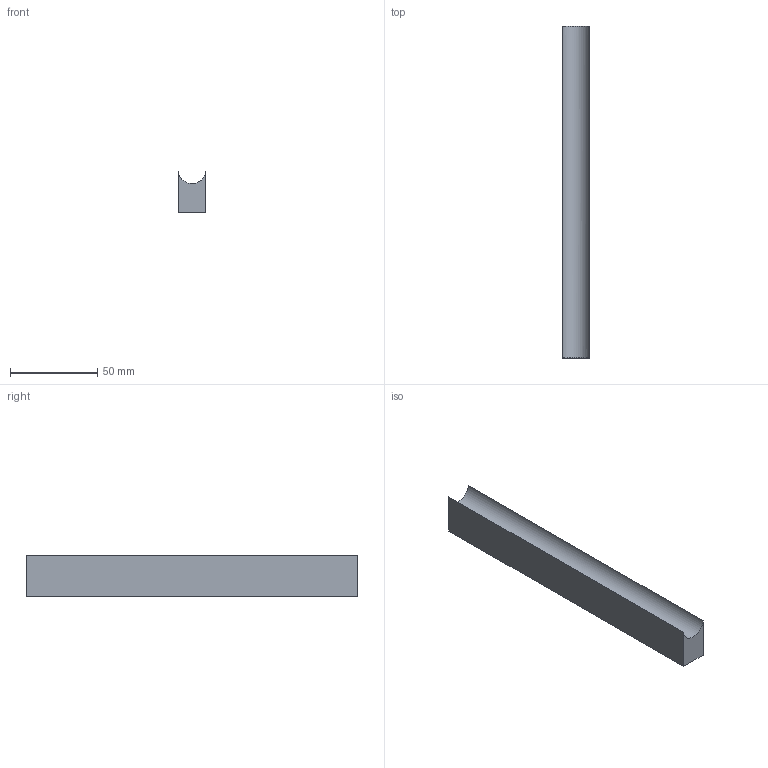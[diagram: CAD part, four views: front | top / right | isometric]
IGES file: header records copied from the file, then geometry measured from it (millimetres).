
Global section: file name: nervatura2.igs; preprocessor: I-DEAS 3D IGES Translator 12; date: 20091026.092423; units: millimetre
Bounding box: 15.92 x 190 x 23.95 mm (x, y, z)
Volume: 55792.1 mm3; surface area: 17189.1 mm2
Topology: 1 solids, 1 shells, 6 faces, 12 edges, 8 vertices
Faces by surface type: bspline 6
